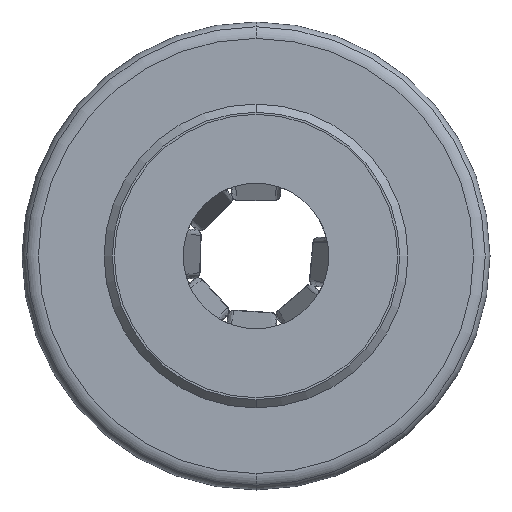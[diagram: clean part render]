
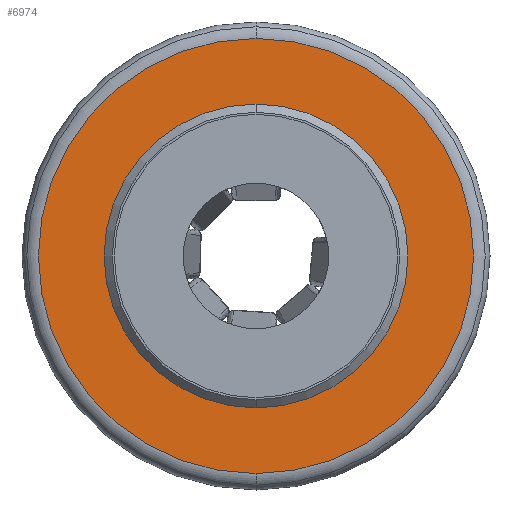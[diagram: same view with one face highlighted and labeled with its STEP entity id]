
A CAD part, front view. The second image highlights one B-rep face of the part: STEP entity #6974.
In plain terms, the highlighted planar face has unit normal (0, -1, 0).
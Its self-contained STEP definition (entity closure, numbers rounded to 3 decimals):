
#3069=CARTESIAN_POINT('',(0.,0.4,0.));
#3070=DIRECTION('',(0.,-1.,0.));
#3071=DIRECTION('',(0.,0.,1.));
#3072=AXIS2_PLACEMENT_3D('',#3069,#3070,#3071);
#3074=CARTESIAN_POINT('',(0.,0.4,0.));
#3075=DIRECTION('',(0.,-1.,0.));
#3076=DIRECTION('',(0.,0.,-1.));
#3077=AXIS2_PLACEMENT_3D('',#3074,#3075,#3076);
#3079=CARTESIAN_POINT('',(0.,0.4,0.));
#3080=DIRECTION('',(0.,1.,0.));
#3081=DIRECTION('',(0.,0.,-1.));
#3082=AXIS2_PLACEMENT_3D('',#3079,#3080,#3081);
#3084=CARTESIAN_POINT('',(0.,0.4,0.));
#3085=DIRECTION('',(0.,1.,0.));
#3086=DIRECTION('',(0.,0.,1.));
#3087=AXIS2_PLACEMENT_3D('',#3084,#3085,#3086);
#3686=CARTESIAN_POINT('',(0.,0.4,5.3));
#3688=VERTEX_POINT('',#3686);
#3692=CARTESIAN_POINT('',(0.,0.4,-5.3));
#3693=VERTEX_POINT('',#3692);
#3714=CARTESIAN_POINT('',(0.,0.4,3.7));
#3715=VERTEX_POINT('',#3714);
#3716=CARTESIAN_POINT('',(0.,0.4,-3.7));
#3717=VERTEX_POINT('',#3716);
#6958=CARTESIAN_POINT('',(0.,0.4,5.7));
#6959=DIRECTION('',(0.,1.,0.));
#6960=DIRECTION('',(0.,0.,1.));
#6961=AXIS2_PLACEMENT_3D('',#6958,#6959,#6960);
#6962=PLANE('',#6961);
#6964=ORIENTED_EDGE('',*,*,#6963,.F.);
#6965=ORIENTED_EDGE('',*,*,#6948,.F.);
#6966=EDGE_LOOP('',(#6964,#6965));
#6967=FACE_OUTER_BOUND('',#6966,.F.);
#6969=ORIENTED_EDGE('',*,*,#6968,.F.);
#6971=ORIENTED_EDGE('',*,*,#6970,.F.);
#6972=EDGE_LOOP('',(#6969,#6971));
#6973=FACE_BOUND('',#6972,.F.);
#6974=ADVANCED_FACE('',(#6967,#6973),#6962,.F.);
#3073=CIRCLE('',#3072,5.3);
#3078=CIRCLE('',#3077,5.3);
#3083=CIRCLE('',#3082,3.7);
#3088=CIRCLE('',#3087,3.7);
#6948=EDGE_CURVE('',#3693,#3688,#3078,.T.);
#6963=EDGE_CURVE('',#3688,#3693,#3073,.T.);
#6968=EDGE_CURVE('',#3717,#3715,#3083,.T.);
#6970=EDGE_CURVE('',#3715,#3717,#3088,.T.);
